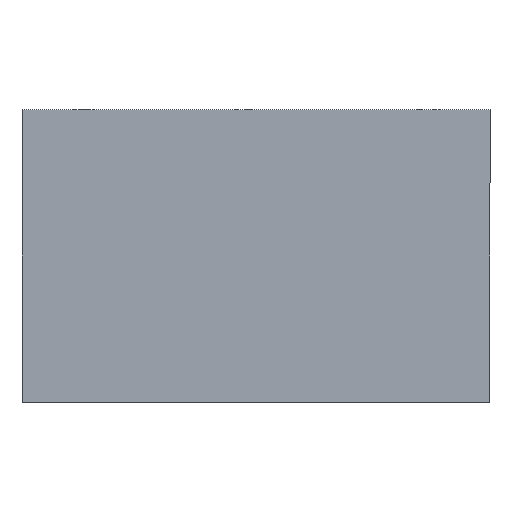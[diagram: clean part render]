
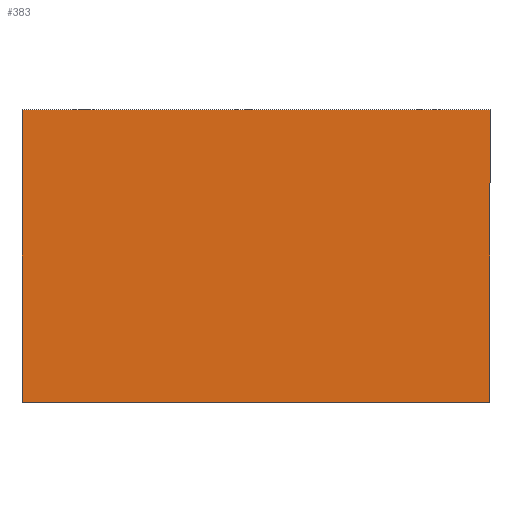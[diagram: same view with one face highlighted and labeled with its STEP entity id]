
A CAD part, front view. The second image highlights one B-rep face of the part: STEP entity #383.
In plain terms, the highlighted planar face has unit normal (0, -1, 0).
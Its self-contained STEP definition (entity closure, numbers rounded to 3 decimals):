
#3 = ORIENTED_EDGE ( 'NONE', *, *, #279, .F. ) ;
#4 = LINE ( 'NONE', #204, #229 ) ;
#9 = VERTEX_POINT ( 'NONE', #58 ) ;
#25 = CARTESIAN_POINT ( 'NONE',  ( 59.303, 0., -63.621 ) ) ;
#58 = CARTESIAN_POINT ( 'NONE',  ( -92.697, 0., -63.621 ) ) ;
#59 = CARTESIAN_POINT ( 'NONE',  ( -92.697, 0., -63.621 ) ) ;
#114 = CARTESIAN_POINT ( 'NONE',  ( 0., 0., 0. ) ) ;
#137 = VECTOR ( 'NONE', #604, 1000. ) ;
#152 = DIRECTION ( 'NONE',  ( 1., 0., 0. ) ) ;
#158 = CARTESIAN_POINT ( 'NONE',  ( -92.697, 0., 31.379 ) ) ;
#194 = VERTEX_POINT ( 'NONE', #158 ) ;
#195 = EDGE_CURVE ( 'NONE', #9, #452, #455, .T. ) ;
#204 = CARTESIAN_POINT ( 'NONE',  ( 59.303, 0., -63.621 ) ) ;
#221 = EDGE_CURVE ( 'NONE', #9, #194, #353, .T. ) ;
#229 = VECTOR ( 'NONE', #399, 1000. ) ;
#252 = CARTESIAN_POINT ( 'NONE',  ( -92.697, 0., 31.379 ) ) ;
#279 = EDGE_CURVE ( 'NONE', #194, #463, #546, .T. ) ;
#289 = EDGE_LOOP ( 'NONE', ( #534, #368, #3, #583 ) ) ;
#312 = CARTESIAN_POINT ( 'NONE',  ( 59.303, 0., 31.379 ) ) ;
#315 = PLANE ( 'NONE',  #395 ) ;
#331 = EDGE_CURVE ( 'NONE', #452, #463, #4, .T. ) ;
#353 = LINE ( 'NONE', #598, #496 ) ;
#368 = ORIENTED_EDGE ( 'NONE', *, *, #331, .T. ) ;
#383 = ADVANCED_FACE ( 'NONE', ( #569 ), #315, .T. ) ;
#395 = AXIS2_PLACEMENT_3D ( 'NONE', #114, #571, #575 ) ;
#399 = DIRECTION ( 'NONE',  ( 0., 0., 1. ) ) ;
#452 = VERTEX_POINT ( 'NONE', #25 ) ;
#455 = LINE ( 'NONE', #59, #137 ) ;
#463 = VERTEX_POINT ( 'NONE', #312 ) ;
#496 = VECTOR ( 'NONE', #556, 1000. ) ;
#534 = ORIENTED_EDGE ( 'NONE', *, *, #195, .T. ) ;
#546 = LINE ( 'NONE', #252, #562 ) ;
#556 = DIRECTION ( 'NONE',  ( 0., 0., 1. ) ) ;
#562 = VECTOR ( 'NONE', #152, 1000. ) ;
#569 = FACE_OUTER_BOUND ( 'NONE', #289, .T. ) ;
#571 = DIRECTION ( 'NONE',  ( 0., -1., 0. ) ) ;
#575 = DIRECTION ( 'NONE',  ( 0., 0., -1. ) ) ;
#583 = ORIENTED_EDGE ( 'NONE', *, *, #221, .F. ) ;
#598 = CARTESIAN_POINT ( 'NONE',  ( -92.697, 0., -63.621 ) ) ;
#604 = DIRECTION ( 'NONE',  ( 1., 0., 0. ) ) ;
